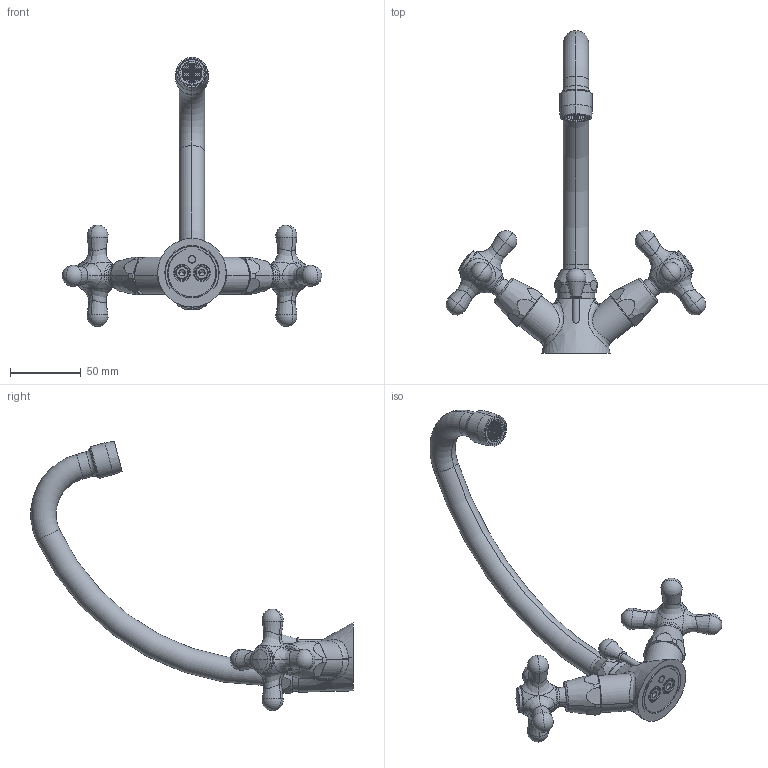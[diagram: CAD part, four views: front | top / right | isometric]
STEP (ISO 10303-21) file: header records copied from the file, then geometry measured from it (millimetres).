
FILE_DESCRIPTION((''),'2;1');
FILE_NAME('IRV077CR','2021-11-10T17:25:21',('ut3'),('PAFFONI SpA'),'CREO PARAMETRIC BY PTC INC, 2020044','CREO PARAMETRIC BY PTC INC, 2020044','');
FILE_SCHEMA(('CONFIG_CONTROL_DESIGN','SHAPE_APPEARANCE_LAYERS_GROUPS'));
Length unit declared in the file: millimetre
Products named in the file (1): IRV077CR
Bounding box: 183.9 x 228.33 x 190.84 mm (x, y, z)
Volume: 148114.5 mm3; surface area: 82941.3 mm2
Topology: 3 solids, 3 shells, 2620 faces, 7646 edges, 4982 vertices
Faces by surface type: cylinder 1786, plane 560, torus 110, cone 96, bspline 48, sphere 20
Entity records: 156436 total; most frequent: CARTESIAN_POINT 70889, ORIENTED_EDGE 15236, DIRECTION 10194, EDGE_CURVE 7618, VERTEX_POINT 4982, EDGE_LOOP 4380, AXIS2_PLACEMENT_3D 3419, B_SPLINE_CURVE_WITH_KNOTS 3415
